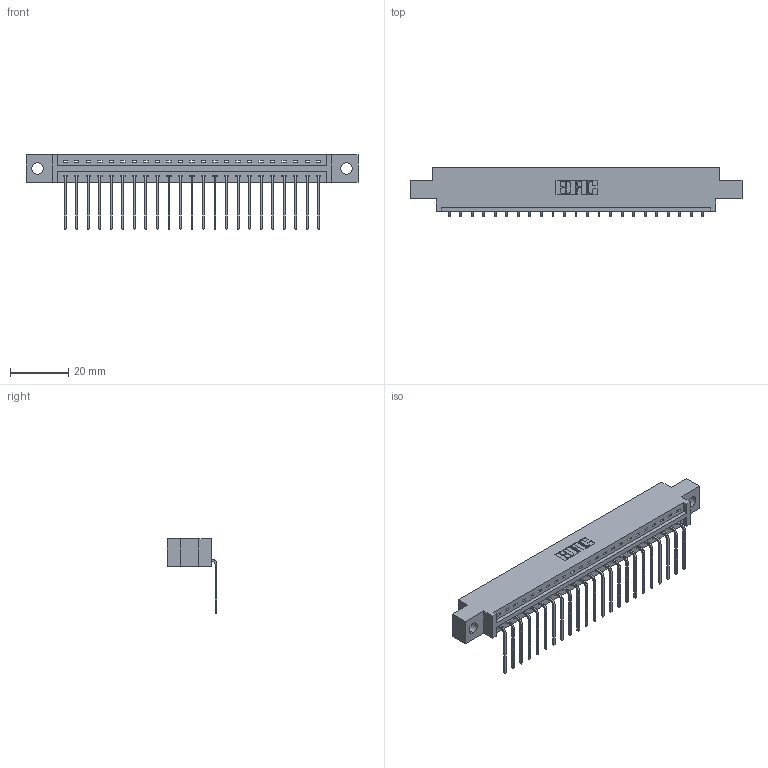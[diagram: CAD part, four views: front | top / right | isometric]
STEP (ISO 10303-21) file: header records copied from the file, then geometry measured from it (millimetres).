
FILE_DESCRIPTION (( 'STEP AP203' ), '1' );
FILE_NAME ('387-023-559-604.STEP', '2019-10-03T03:36:41', ( '' ), ( '' ), 'SwSTEP 2.0', 'SolidWorks 2016', '' );
FILE_SCHEMA (( 'CONFIG_CONTROL_DESIGN' ));
Length unit declared in the file: inch
Products named in the file (3): 387-023-559-604; 345-292-001_558 559 Tail - 1; 337 Part_0.170 Offset - 0.156 Dia-TH
Assembly tree (24 placements, depth 2):
  387-023-559-604
    337 Part_0.170 Offset - 0.156 Dia-TH
    345-292-001_558 559 Tail - 1  x23
Bounding box: 114.15 x 17.09 x 25.53 mm (x, y, z)
Volume: 11497.2 mm3; surface area: 12137.7 mm2
Topology: 24 solids, 24 shells, 1590 faces, 4785 edges, 3158 vertices
Faces by surface type: plane 1178, cylinder 412
Entity records: 19773 total; most frequent: CARTESIAN_POINT 3451, ORIENTED_EDGE 3410, DIRECTION 2943, EDGE_CURVE 1705, LINE 1577, VECTOR 1577, VERTEX_POINT 1134, AXIS2_PLACEMENT_3D 683
